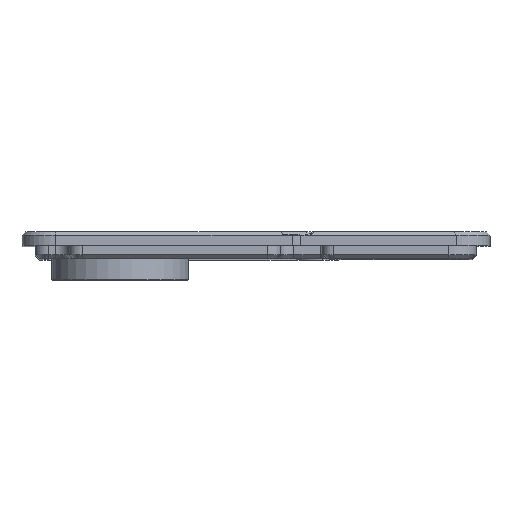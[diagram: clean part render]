
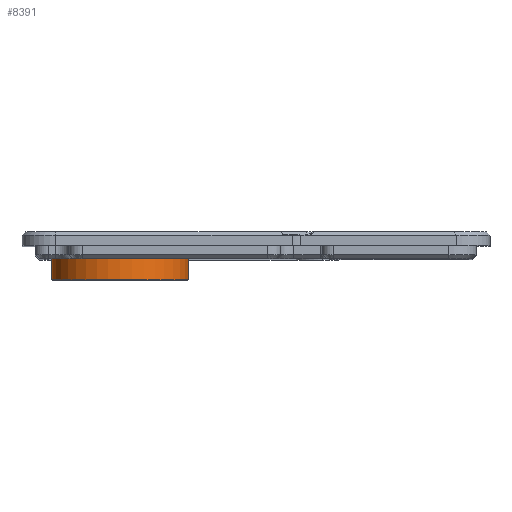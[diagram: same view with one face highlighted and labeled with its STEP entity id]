
A CAD part, top view. The second image highlights one B-rep face of the part: STEP entity #8391.
In plain terms, the highlighted cylindrical face has radius 10.25 mm (diameter 20.5 mm), a full revolution.
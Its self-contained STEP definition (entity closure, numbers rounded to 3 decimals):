
#1323=FACE_OUTER_BOUND('',#1824,.T.);
#1824=EDGE_LOOP('',(#7715,#7716,#7717,#7718));
#1986=CIRCLE('',#8764,10.25);
#1988=CIRCLE('',#8770,10.25);
#2645=LINE('',#16288,#3336);
#3336=VECTOR('',#10111,10.25);
#4179=VERTEX_POINT('',#16276);
#4181=VERTEX_POINT('',#16287);
#5382=EDGE_CURVE('',#4179,#4179,#1986,.T.);
#5387=EDGE_CURVE('',#4179,#4181,#2645,.T.);
#5388=EDGE_CURVE('',#4181,#4181,#1988,.T.);
#7715=ORIENTED_EDGE('',*,*,#5382,.F.);
#7716=ORIENTED_EDGE('',*,*,#5387,.T.);
#7717=ORIENTED_EDGE('',*,*,#5388,.F.);
#7718=ORIENTED_EDGE('',*,*,#5387,.F.);
#7965=CYLINDRICAL_SURFACE('',#8769,10.25);
#8391=ADVANCED_FACE('',(#1323),#7965,.T.);
#8764=AXIS2_PLACEMENT_3D('',#16277,#10096,#10097);
#8769=AXIS2_PLACEMENT_3D('',#16286,#10109,#10110);
#8770=AXIS2_PLACEMENT_3D('',#16289,#10112,#10113);
#10096=DIRECTION('center_axis',(0.,-1.,0.));
#10097=DIRECTION('ref_axis',(1.,0.,0.));
#10109=DIRECTION('center_axis',(0.,-1.,0.));
#10110=DIRECTION('ref_axis',(1.,0.,0.));
#10111=DIRECTION('',(0.,1.,0.));
#10112=DIRECTION('center_axis',(0.,1.,0.));
#10113=DIRECTION('ref_axis',(1.,0.,0.));
#16276=CARTESIAN_POINT('',(4.45,-5.,40.2));
#16277=CARTESIAN_POINT('Origin',(14.7,-5.,40.2));
#16286=CARTESIAN_POINT('Origin',(14.7,0.,40.2));
#16287=CARTESIAN_POINT('',(4.45,0.,40.2));
#16288=CARTESIAN_POINT('',(4.45,0.,40.2));
#16289=CARTESIAN_POINT('Origin',(14.7,0.,40.2));
